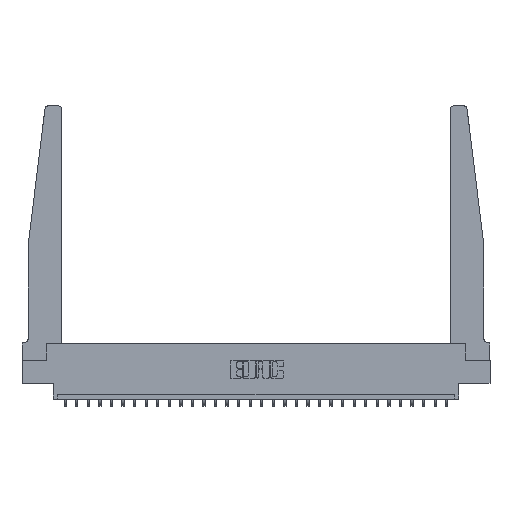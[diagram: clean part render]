
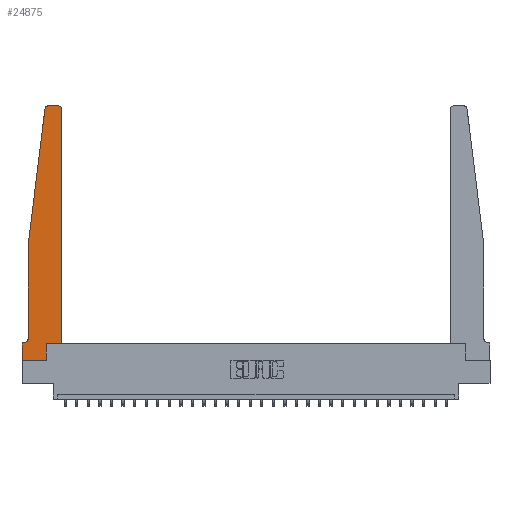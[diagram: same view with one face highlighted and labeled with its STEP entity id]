
A CAD part, top view. The second image highlights one B-rep face of the part: STEP entity #24875.
In plain terms, the highlighted planar face has unit normal (0, 0, 1).
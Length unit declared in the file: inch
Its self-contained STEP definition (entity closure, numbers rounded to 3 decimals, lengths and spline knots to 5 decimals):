
#27 = VERTEX_POINT ( 'NONE', #13999 ) ;
#103 = LINE ( 'NONE', #21616, #7804 ) ;
#203 = CARTESIAN_POINT ( 'NONE',  ( 0.425, 2.72, 0.37 ) ) ;
#311 = ORIENTED_EDGE ( 'NONE', *, *, #25194, .T. ) ;
#605 = DIRECTION ( 'NONE',  ( -0.122, -0.992, 0. ) ) ;
#686 = ORIENTED_EDGE ( 'NONE', *, *, #17802, .T. ) ;
#732 = CARTESIAN_POINT ( 'NONE',  ( 0.395, 2.75, 0.37 ) ) ;
#1631 = CARTESIAN_POINT ( 'NONE',  ( 0., 0., 0.37 ) ) ;
#1708 = EDGE_CURVE ( 'NONE', #15164, #5818, #26560, .T. ) ;
#2313 = DIRECTION ( 'NONE',  ( 1., 0., 0. ) ) ;
#2504 = CIRCLE ( 'NONE', #25751, 0.03 ) ;
#3321 = LINE ( 'NONE', #20386, #16093 ) ;
#3612 = LINE ( 'NONE', #18680, #9778 ) ;
#3717 = VERTEX_POINT ( 'NONE', #8566 ) ;
#3925 = ORIENTED_EDGE ( 'NONE', *, *, #10539, .T. ) ;
#4051 = DIRECTION ( 'NONE',  ( -1., 0., 0. ) ) ;
#4132 = DIRECTION ( 'NONE',  ( 0., 0., 1. ) ) ;
#4207 = VECTOR ( 'NONE', #18812, 39.37008 ) ;
#4367 = LINE ( 'NONE', #10952, #8131 ) ;
#4519 = CARTESIAN_POINT ( 'NONE',  ( 0.425, 0.18, 0.37 ) ) ;
#4638 = DIRECTION ( 'NONE',  ( 1., 0., 0. ) ) ;
#4651 = DIRECTION ( 'NONE',  ( 1., 0., 0. ) ) ;
#4683 = DIRECTION ( 'NONE',  ( -1., 0., 0. ) ) ;
#4715 = EDGE_CURVE ( 'NONE', #11693, #13395, #6632, .T. ) ;
#4890 = ORIENTED_EDGE ( 'NONE', *, *, #4715, .T. ) ;
#5339 = VERTEX_POINT ( 'NONE', #23236 ) ;
#5791 = FACE_OUTER_BOUND ( 'NONE', #19734, .T. ) ;
#5818 = VERTEX_POINT ( 'NONE', #16282 ) ;
#6632 = LINE ( 'NONE', #4519, #14548 ) ;
#6637 = CARTESIAN_POINT ( 'NONE',  ( 0.24675, 2.72367, 0.37 ) ) ;
#7023 = EDGE_CURVE ( 'NONE', #3717, #15164, #25044, .T. ) ;
#7282 = AXIS2_PLACEMENT_3D ( 'NONE', #21471, #4132, #2313 ) ;
#7578 = LINE ( 'NONE', #27145, #14010 ) ;
#7804 = VECTOR ( 'NONE', #4683, 39.37008 ) ;
#8083 = DIRECTION ( 'NONE',  ( 0., 0., -1. ) ) ;
#8131 = VECTOR ( 'NONE', #4638, 39.37008 ) ;
#8566 = CARTESIAN_POINT ( 'NONE',  ( 0.065, 0.2375, 0.37 ) ) ;
#9010 = VECTOR ( 'NONE', #605, 39.37008 ) ;
#9609 = VERTEX_POINT ( 'NONE', #203 ) ;
#9778 = VECTOR ( 'NONE', #11984, 39.37008 ) ;
#10422 = EDGE_CURVE ( 'NONE', #27, #3717, #26796, .T. ) ;
#10539 = EDGE_CURVE ( 'NONE', #13083, #13794, #103, .T. ) ;
#10952 = CARTESIAN_POINT ( 'NONE',  ( 0., 0., 0.37 ) ) ;
#11215 = CARTESIAN_POINT ( 'NONE',  ( 0.065, 1.25, 0.37 ) ) ;
#11613 = AXIS2_PLACEMENT_3D ( 'NONE', #14360, #8083, #16834 ) ;
#11693 = VERTEX_POINT ( 'NONE', #13011 ) ;
#11984 = DIRECTION ( 'NONE',  ( 0., -1., 0. ) ) ;
#12581 = DIRECTION ( 'NONE',  ( 1., 0., 0. ) ) ;
#12582 = VERTEX_POINT ( 'NONE', #6637 ) ;
#13011 = CARTESIAN_POINT ( 'NONE',  ( 0.2605, 0.18, 0.37 ) ) ;
#13083 = VERTEX_POINT ( 'NONE', #732 ) ;
#13395 = VERTEX_POINT ( 'NONE', #21249 ) ;
#13472 = ORIENTED_EDGE ( 'NONE', *, *, #10422, .T. ) ;
#13794 = VERTEX_POINT ( 'NONE', #25018 ) ;
#13999 = CARTESIAN_POINT ( 'NONE',  ( 0.065, 1.25, 0.37 ) ) ;
#14010 = VECTOR ( 'NONE', #18163, 39.37008 ) ;
#14301 = PLANE ( 'NONE',  #15806 ) ;
#14360 = CARTESIAN_POINT ( 'NONE',  ( 0.015, 0.2375, 0.37 ) ) ;
#14548 = VECTOR ( 'NONE', #4651, 39.37008 ) ;
#15164 = VERTEX_POINT ( 'NONE', #24876 ) ;
#15475 = DIRECTION ( 'NONE',  ( 0., 1., 0. ) ) ;
#15806 = AXIS2_PLACEMENT_3D ( 'NONE', #20306, #22854, #20172 ) ;
#16093 = VECTOR ( 'NONE', #15475, 39.37008 ) ;
#16227 = ORIENTED_EDGE ( 'NONE', *, *, #19640, .T. ) ;
#16282 = CARTESIAN_POINT ( 'NONE',  ( 0., 0.1875, 0.37 ) ) ;
#16633 = ORIENTED_EDGE ( 'NONE', *, *, #22766, .T. ) ;
#16834 = DIRECTION ( 'NONE',  ( -1., 0., 0. ) ) ;
#17033 = EDGE_CURVE ( 'NONE', #12582, #27, #17469, .T. ) ;
#17469 = LINE ( 'NONE', #11215, #9010 ) ;
#17606 = ORIENTED_EDGE ( 'NONE', *, *, #18550, .T. ) ;
#17802 = EDGE_CURVE ( 'NONE', #13794, #12582, #19309, .T. ) ;
#18163 = DIRECTION ( 'NONE',  ( 0., 1., 0. ) ) ;
#18550 = EDGE_CURVE ( 'NONE', #5339, #11693, #7578, .T. ) ;
#18680 = CARTESIAN_POINT ( 'NONE',  ( 0., 0., 0.37 ) ) ;
#18731 = DIRECTION ( 'NONE',  ( 0., 0., 1. ) ) ;
#18812 = DIRECTION ( 'NONE',  ( 0., -1., 0. ) ) ;
#19260 = ORIENTED_EDGE ( 'NONE', *, *, #26653, .T. ) ;
#19309 = CIRCLE ( 'NONE', #7282, 0.03 ) ;
#19640 = EDGE_CURVE ( 'NONE', #24391, #5339, #4367, .T. ) ;
#19734 = EDGE_LOOP ( 'NONE', ( #3925, #686, #26116, #13472, #24853, #25027, #16633, #16227, #17606, #4890, #311, #19260 ) ) ;
#20172 = DIRECTION ( 'NONE',  ( 1., 0., 0. ) ) ;
#20306 = CARTESIAN_POINT ( 'NONE',  ( 0., 0.1875, 0.37 ) ) ;
#20386 = CARTESIAN_POINT ( 'NONE',  ( 0.425, 0.18, 0.37 ) ) ;
#20512 = CARTESIAN_POINT ( 'NONE',  ( 0.065, 1.25, 0.37 ) ) ;
#21249 = CARTESIAN_POINT ( 'NONE',  ( 0.425, 0.18, 0.37 ) ) ;
#21471 = CARTESIAN_POINT ( 'NONE',  ( 0.27653, 2.72, 0.37 ) ) ;
#21616 = CARTESIAN_POINT ( 'NONE',  ( 0.25, 2.75, 0.37 ) ) ;
#22376 = VECTOR ( 'NONE', #4051, 39.37008 ) ;
#22766 = EDGE_CURVE ( 'NONE', #5818, #24391, #3612, .T. ) ;
#22854 = DIRECTION ( 'NONE',  ( 0., 0., 1. ) ) ;
#22949 = CARTESIAN_POINT ( 'NONE',  ( 0.065, 0.1875, 0.37 ) ) ;
#23106 = CARTESIAN_POINT ( 'NONE',  ( 0.395, 2.72, 0.37 ) ) ;
#23236 = CARTESIAN_POINT ( 'NONE',  ( 0.2605, 0., 0.37 ) ) ;
#24391 = VERTEX_POINT ( 'NONE', #1631 ) ;
#24853 = ORIENTED_EDGE ( 'NONE', *, *, #7023, .T. ) ;
#24875 = ADVANCED_FACE ( 'NONE', ( #5791 ), #14301, .T. ) ;
#24876 = CARTESIAN_POINT ( 'NONE',  ( 0.015, 0.1875, 0.37 ) ) ;
#25018 = CARTESIAN_POINT ( 'NONE',  ( 0.27653, 2.75, 0.37 ) ) ;
#25027 = ORIENTED_EDGE ( 'NONE', *, *, #1708, .T. ) ;
#25044 = CIRCLE ( 'NONE', #11613, 0.05 ) ;
#25194 = EDGE_CURVE ( 'NONE', #13395, #9609, #3321, .T. ) ;
#25751 = AXIS2_PLACEMENT_3D ( 'NONE', #23106, #18731, #12581 ) ;
#26116 = ORIENTED_EDGE ( 'NONE', *, *, #17033, .T. ) ;
#26560 = LINE ( 'NONE', #22949, #22376 ) ;
#26653 = EDGE_CURVE ( 'NONE', #9609, #13083, #2504, .T. ) ;
#26796 = LINE ( 'NONE', #20512, #4207 ) ;
#27145 = CARTESIAN_POINT ( 'NONE',  ( 0.2605, 0.18, 0.37 ) ) ;
